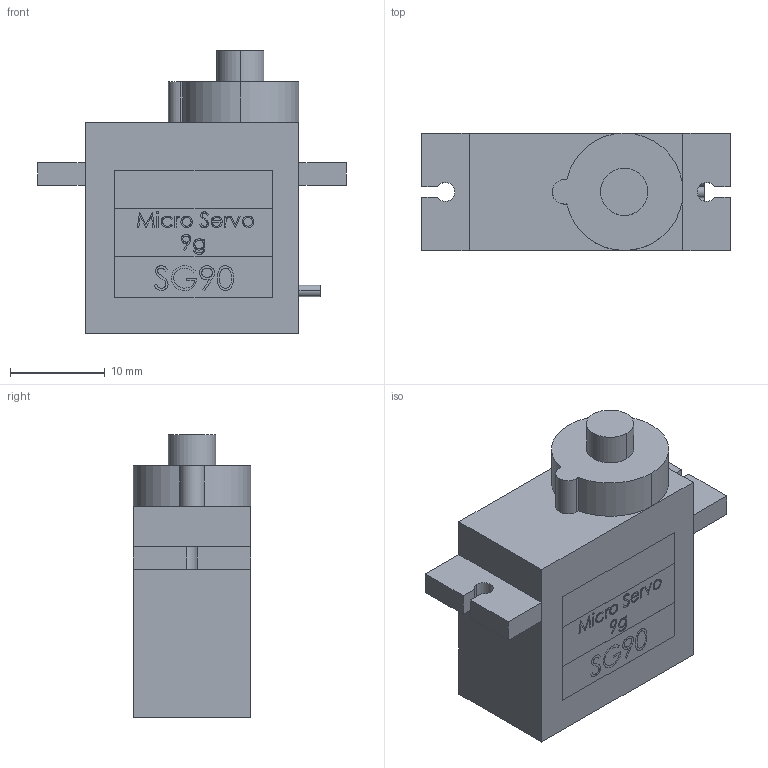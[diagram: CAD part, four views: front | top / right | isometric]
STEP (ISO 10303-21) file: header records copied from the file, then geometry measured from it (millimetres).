
FILE_DESCRIPTION (( 'STEP AP214' ), '1' );
FILE_NAME ('SG90 Micro Servo - 3D Model.STEP', '2022-02-17T11:42:00', ( '' ), ( '' ), 'SwSTEP 2.0', 'SolidWorks 2022', '' );
FILE_SCHEMA (( 'AUTOMOTIVE_DESIGN' ));
Length unit declared in the file: millimetre
Products named in the file (1): SG90 Micro Servo - 3D Model
Bounding box: 32.6 x 12.4 x 29.9 mm (x, y, z)
Volume: 7128.9 mm3; surface area: 2813.3 mm2
Topology: 6 solids, 6 shells, 279 faces, 718 edges, 477 vertices
Faces by surface type: bspline 132, plane 127, cylinder 20
Entity records: 18225 total; most frequent: CARTESIAN_POINT 9143, ORIENTED_EDGE 1436, DIRECTION 791, EDGE_CURVE 718, VERTEX_POINT 477, LINE 413, VECTOR 413, EDGE_LOOP 305
